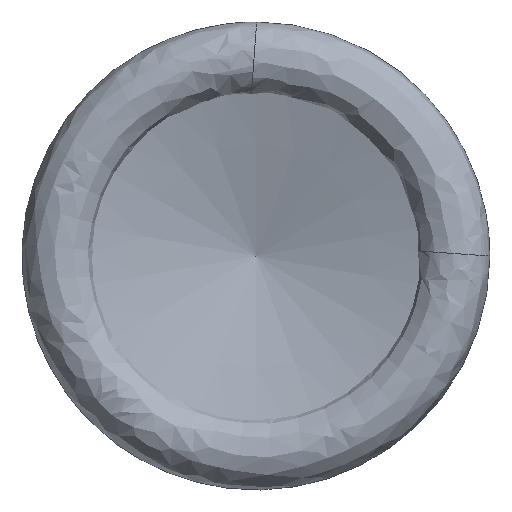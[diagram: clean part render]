
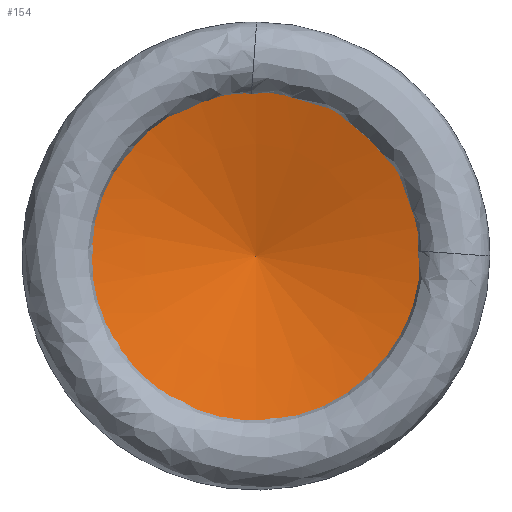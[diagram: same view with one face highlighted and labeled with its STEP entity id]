
A CAD part, left-side view. The second image highlights one B-rep face of the part: STEP entity #154.
In plain terms, the highlighted conical face has half-angle 75 degrees and reference radius 22.726 mm.
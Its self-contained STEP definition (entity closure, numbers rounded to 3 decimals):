
#132=VERTEX_LOOP('',#242);
#137=CONICAL_SURFACE('',#289,22.726,75.);
#154=ADVANCED_FACE('',(#178,#179),#137,.F.);
#178=FACE_BOUND('',#203,.T.);
#179=FACE_BOUND('',#132,.T.);
#203=EDGE_LOOP('',(#227));
#227=ORIENTED_EDGE('',*,*,#254,.T.);
#241=VERTEX_POINT('',#368);
#242=VERTEX_POINT('',#436);
#254=EDGE_CURVE('',#241,#241,#266,.T.);
#266=CIRCLE('',#288,22.726);
#288=AXIS2_PLACEMENT_3D('',#367,#330,#331);
#289=AXIS2_PLACEMENT_3D('',#437,#333,#334);
#330=DIRECTION('',(-1.,0.,0.));
#331=DIRECTION('',(0.,0.,1.));
#333=DIRECTION('',(-1.,0.,0.));
#334=DIRECTION('',(0.,0.,1.));
#367=CARTESIAN_POINT('',(3.,0.,0.));
#368=CARTESIAN_POINT('',(3.,0.,22.726));
#436=CARTESIAN_POINT('',(9.089,0.,0.));
#437=CARTESIAN_POINT('',(3.,0.,0.));
